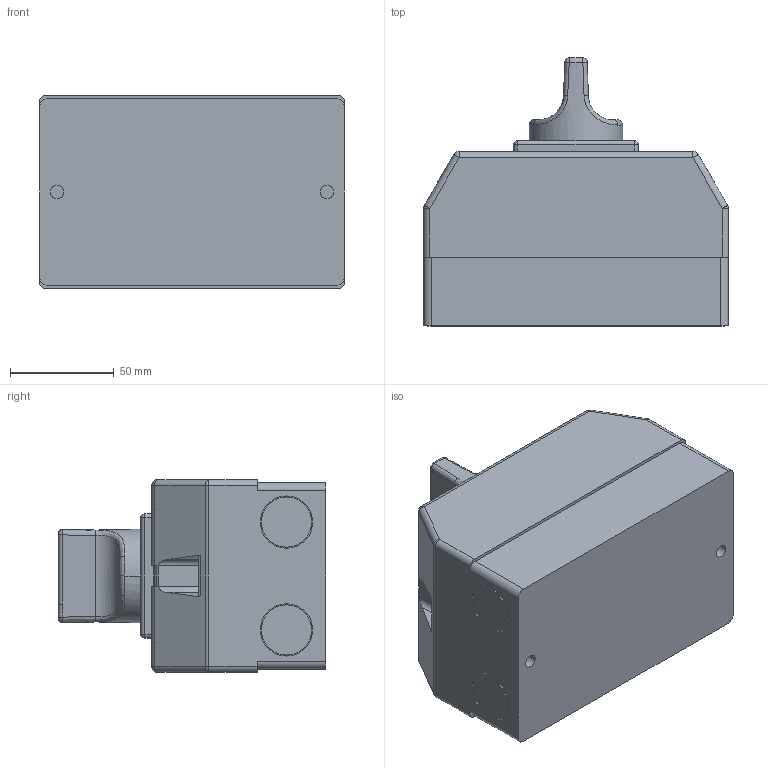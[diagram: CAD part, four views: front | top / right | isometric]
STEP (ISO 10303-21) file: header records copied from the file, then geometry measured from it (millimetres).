
FILE_DESCRIPTION((''),'2;1');
FILE_NAME('VBF02GE','2016-04-21T',('SESA328007'),('Schneider-Electric'),'PRO/ENGINEER BY PARAMETRIC TECHNOLOGY CORPORATION, 2014310','PRO/ENGINEER BY PARAMETRIC TECHNOLOGY CORPORATION, 2014310','');
FILE_SCHEMA(('CONFIG_CONTROL_DESIGN'));
Length unit declared in the file: millimetre
Products named in the file (1): VBF02GE
Bounding box: 147 x 129.1 x 93 mm (x, y, z)
Volume: 1139394.8 mm3; surface area: 72080.1 mm2
Topology: 1 solids, 1 shells, 189 faces, 452 edges, 281 vertices
Faces by surface type: cylinder 81, plane 75, bspline 14, sphere 12, torus 7
Entity records: 6243 total; most frequent: CARTESIAN_POINT 1801, DIRECTION 942, ORIENTED_EDGE 904, EDGE_CURVE 452, AXIS2_PLACEMENT_3D 351, VERTEX_POINT 281, VECTOR 240, LINE 240
